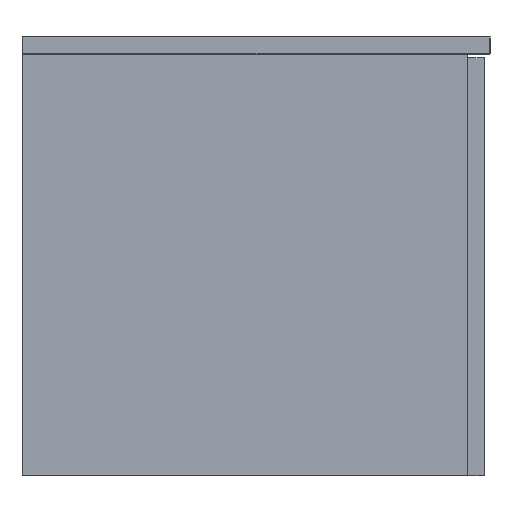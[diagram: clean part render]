
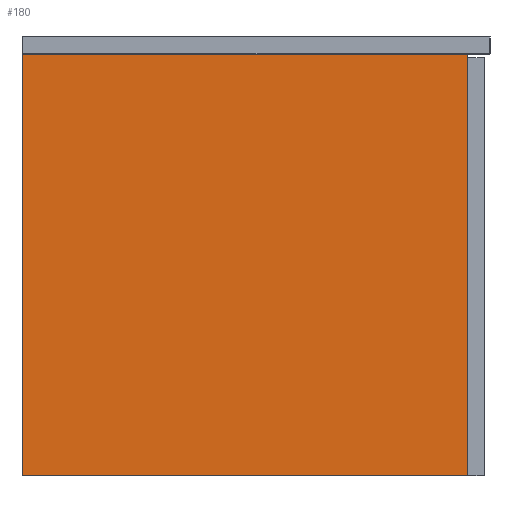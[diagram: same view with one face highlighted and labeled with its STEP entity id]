
A CAD part, left-side view. The second image highlights one B-rep face of the part: STEP entity #180.
In plain terms, the highlighted planar face has unit normal (-1, 0, 0).
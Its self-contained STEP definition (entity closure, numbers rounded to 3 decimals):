
#180=ADVANCED_FACE('',(#241),#928,.T.);
#241=FACE_OUTER_BOUND('',#303,.T.);
#303=EDGE_LOOP('',(#499,#500,#501,#502));
#499=ORIENTED_EDGE('',*,*,#657,.F.);
#500=ORIENTED_EDGE('',*,*,#658,.F.);
#501=ORIENTED_EDGE('',*,*,#654,.F.);
#502=ORIENTED_EDGE('',*,*,#656,.F.);
#654=EDGE_CURVE('',#863,#864,#776,.T.);
#656=EDGE_CURVE('',#865,#863,#778,.T.);
#657=EDGE_CURVE('',#866,#865,#779,.T.);
#658=EDGE_CURVE('',#864,#866,#780,.T.);
#776=B_SPLINE_CURVE_WITH_KNOTS('',1,(#1831,#1832),.UNSPECIFIED.,.F.,.F.,
(2,2),(0.,476.),.UNSPECIFIED.);
#778=B_SPLINE_CURVE_WITH_KNOTS('',1,(#1835,#1836),.UNSPECIFIED.,.F.,.F.,
(2,2),(-450.,0.),.UNSPECIFIED.);
#779=B_SPLINE_CURVE_WITH_KNOTS('',1,(#1837,#1838),.UNSPECIFIED.,.F.,.F.,
(2,2),(-476.,0.),.UNSPECIFIED.);
#780=B_SPLINE_CURVE_WITH_KNOTS('',1,(#1839,#1840),.UNSPECIFIED.,.F.,.F.,
(2,2),(-450.,0.),.UNSPECIFIED.);
#863=VERTEX_POINT('',#1817);
#864=VERTEX_POINT('',#1818);
#865=VERTEX_POINT('',#1819);
#866=VERTEX_POINT('',#1820);
#928=PLANE('',#1202);
#1202=AXIS2_PLACEMENT_3D('',#1809,#1299,$);
#1299=DIRECTION('',(-1.,0.,0.));
#1809=CARTESIAN_POINT('',(-592.75,-270.,-47.6));
#1817=CARTESIAN_POINT('',(-592.75,225.,0.));
#1818=CARTESIAN_POINT('',(-592.75,225.,476.));
#1819=CARTESIAN_POINT('',(-592.75,-225.,0.));
#1820=CARTESIAN_POINT('',(-592.75,-225.,476.));
#1831=CARTESIAN_POINT('',(-592.75,225.,0.));
#1832=CARTESIAN_POINT('',(-592.75,225.,476.));
#1835=CARTESIAN_POINT('',(-592.75,-225.,0.));
#1836=CARTESIAN_POINT('',(-592.75,225.,0.));
#1837=CARTESIAN_POINT('',(-592.75,-225.,476.));
#1838=CARTESIAN_POINT('',(-592.75,-225.,0.));
#1839=CARTESIAN_POINT('',(-592.75,225.,476.));
#1840=CARTESIAN_POINT('',(-592.75,-225.,476.));
